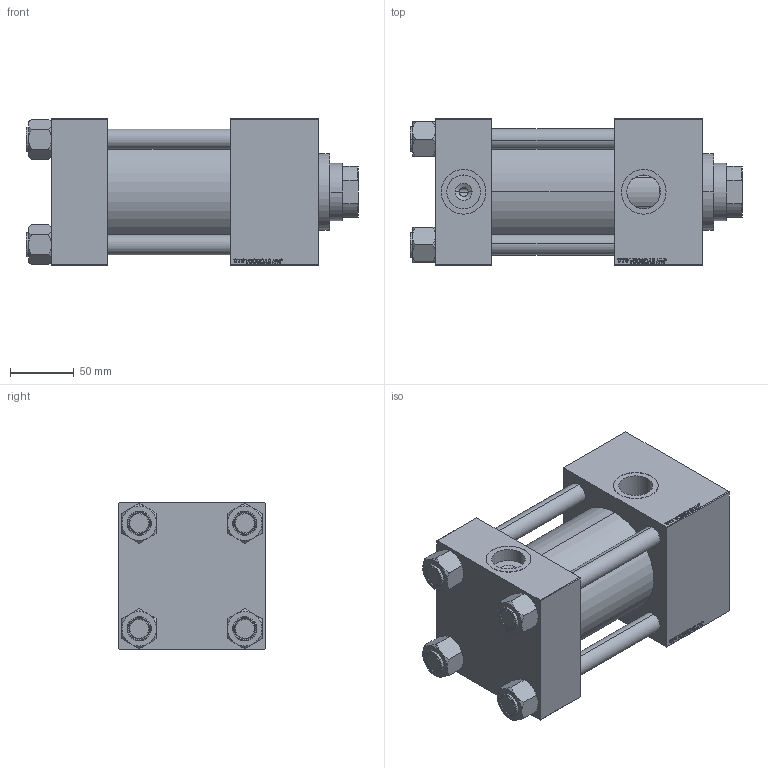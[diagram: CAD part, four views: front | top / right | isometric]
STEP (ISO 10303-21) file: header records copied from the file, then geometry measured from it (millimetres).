
FILE_DESCRIPTION (( 'STEP AP203' ), '1' );
FILE_NAME ('a4ac.STEP', '2025-05-19T13:09:22', ( '' ), ( '' ), 'SwSTEP 2.0', 'SolidWorks 2019', '' );
FILE_SCHEMA (( 'CONFIG_CONTROL_DESIGN' ));
Length unit declared in the file: millimetre
Products named in the file (8): V215CR_C_TYCINKA 1e82ceee80797f27ca06fa113ecfca18; NUT_M5_C 1e82ceee80797f27ca06fa113ecfca18; V215_VC_A 1e82ceee80797f27ca06fa113ecfca18; FEMALE_PART_FOR_DFA 1e82ceee80797f27ca06fa113ecfca18; V215CR_VCP_C 1e82ceee80797f27ca06fa113ecfca18; V215CR_C_Body 1e82ceee80797f27ca06fa113ecfca18; a4ac; DFA 1e82ceee80797f27ca06fa113ecfca18
Assembly tree (13 placements, depth 3):
  a4ac
    V215CR_C_Body 1e82ceee80797f27ca06fa113ecfca18
    V215CR_VCP_C 1e82ceee80797f27ca06fa113ecfca18
    NUT_M5_C 1e82ceee80797f27ca06fa113ecfca18  x4
    V215CR_C_TYCINKA 1e82ceee80797f27ca06fa113ecfca18  x4
    V215_VC_A 1e82ceee80797f27ca06fa113ecfca18
    DFA 1e82ceee80797f27ca06fa113ecfca18
      FEMALE_PART_FOR_DFA 1e82ceee80797f27ca06fa113ecfca18
Bounding box: 260 x 115 x 115 mm (x, y, z)
Volume: 2005142.4 mm3; surface area: 318729.5 mm2
Topology: 12 solids, 12 shells, 1229 faces, 3102 edges, 2015 vertices
Faces by surface type: plane 586, bspline 392, cone 148, cylinder 95, torus 8
Entity records: 51822 total; most frequent: CARTESIAN_POINT 27396, ORIENTED_EDGE 5468, DIRECTION 3550, EDGE_CURVE 2734, VERTEX_POINT 1793, LINE 1652, VECTOR 1652, EDGE_LOOP 1203
